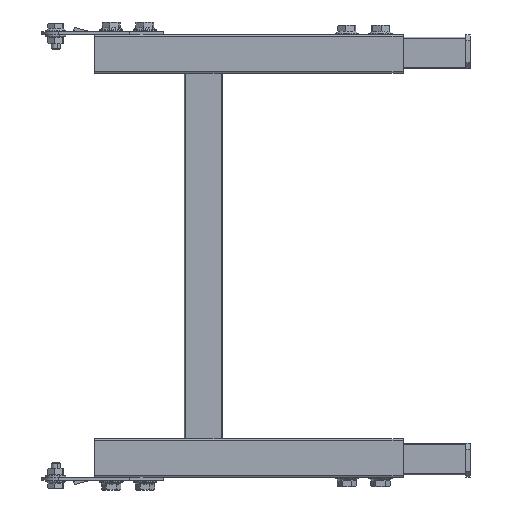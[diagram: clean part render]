
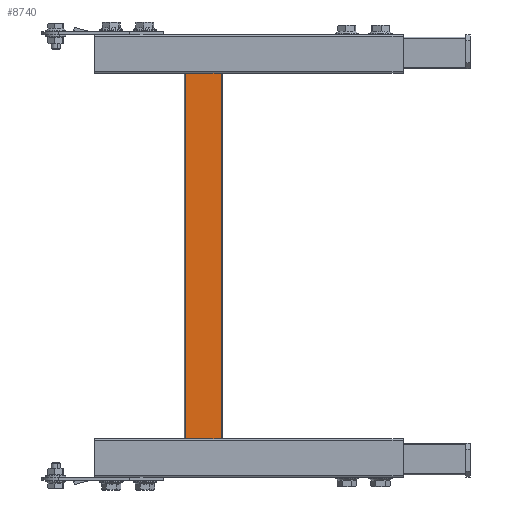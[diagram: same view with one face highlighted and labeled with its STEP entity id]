
A CAD part, left-side view. The second image highlights one B-rep face of the part: STEP entity #8740.
In plain terms, the highlighted planar face has unit normal (-1, 0, 0).
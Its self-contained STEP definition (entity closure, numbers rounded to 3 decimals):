
#399 = PLANE ( 'NONE',  #1330 ) ;
#642 = LINE ( 'NONE', #1233, #9112 ) ;
#660 = VERTEX_POINT ( 'NONE', #6140 ) ;
#1233 = CARTESIAN_POINT ( 'NONE',  ( -17., 326., 16. ) ) ;
#1330 = AXIS2_PLACEMENT_3D ( 'NONE', #4586, #3709, #6136 ) ;
#1443 = VECTOR ( 'NONE', #2547, 1000. ) ;
#1917 = EDGE_CURVE ( 'NONE', #3518, #2071, #3305, .T. ) ;
#1992 = ORIENTED_EDGE ( 'NONE', *, *, #3924, .T. ) ;
#2071 = VERTEX_POINT ( 'NONE', #2139 ) ;
#2139 = CARTESIAN_POINT ( 'NONE',  ( -17., 0., 16. ) ) ;
#2183 = ORIENTED_EDGE ( 'NONE', *, *, #2601, .F. ) ;
#2547 = DIRECTION ( 'NONE',  ( 0., 0., 1. ) ) ;
#2601 = EDGE_CURVE ( 'NONE', #660, #7171, #10310, .T. ) ;
#2899 = CARTESIAN_POINT ( 'NONE',  ( -17., 326., -16. ) ) ;
#3129 = DIRECTION ( 'NONE',  ( 0., 0., 1. ) ) ;
#3305 = LINE ( 'NONE', #8109, #8642 ) ;
#3518 = VERTEX_POINT ( 'NONE', #10530 ) ;
#3709 = DIRECTION ( 'NONE',  ( 1., 0., 0. ) ) ;
#3762 = LINE ( 'NONE', #2899, #4809 ) ;
#3924 = EDGE_CURVE ( 'NONE', #660, #3518, #3762, .T. ) ;
#4012 = EDGE_LOOP ( 'NONE', ( #8835, #6792, #2183, #1992 ) ) ;
#4586 = CARTESIAN_POINT ( 'NONE',  ( -17., 326., 17. ) ) ;
#4606 = CARTESIAN_POINT ( 'NONE',  ( -17., 326., 17. ) ) ;
#4809 = VECTOR ( 'NONE', #7144, 1000. ) ;
#4872 = CARTESIAN_POINT ( 'NONE',  ( -17., 326., 16. ) ) ;
#5432 = DIRECTION ( 'NONE',  ( 0., 1., 0. ) ) ;
#6136 = DIRECTION ( 'NONE',  ( 0., 0., -1. ) ) ;
#6140 = CARTESIAN_POINT ( 'NONE',  ( -17., 326., -16. ) ) ;
#6792 = ORIENTED_EDGE ( 'NONE', *, *, #7612, .T. ) ;
#7144 = DIRECTION ( 'NONE',  ( 0., -1., 0. ) ) ;
#7171 = VERTEX_POINT ( 'NONE', #4872 ) ;
#7612 = EDGE_CURVE ( 'NONE', #2071, #7171, #642, .T. ) ;
#8109 = CARTESIAN_POINT ( 'NONE',  ( -17., 0., 17. ) ) ;
#8642 = VECTOR ( 'NONE', #3129, 1000. ) ;
#8740 = ADVANCED_FACE ( 'NONE', ( #9475 ), #399, .F. ) ;
#8835 = ORIENTED_EDGE ( 'NONE', *, *, #1917, .T. ) ;
#9112 = VECTOR ( 'NONE', #5432, 1000. ) ;
#9475 = FACE_OUTER_BOUND ( 'NONE', #4012, .T. ) ;
#10310 = LINE ( 'NONE', #4606, #1443 ) ;
#10530 = CARTESIAN_POINT ( 'NONE',  ( -17., 0., -16. ) ) ;
